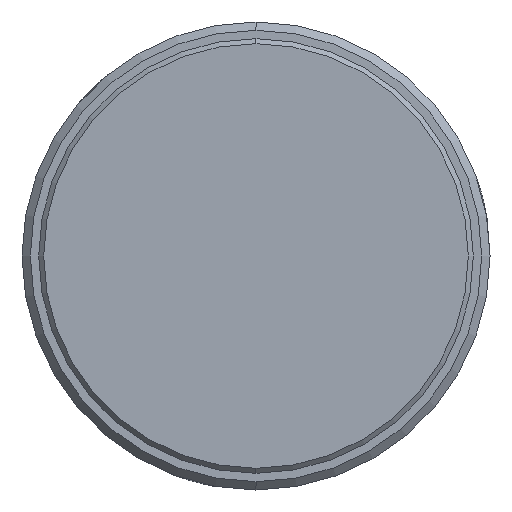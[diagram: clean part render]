
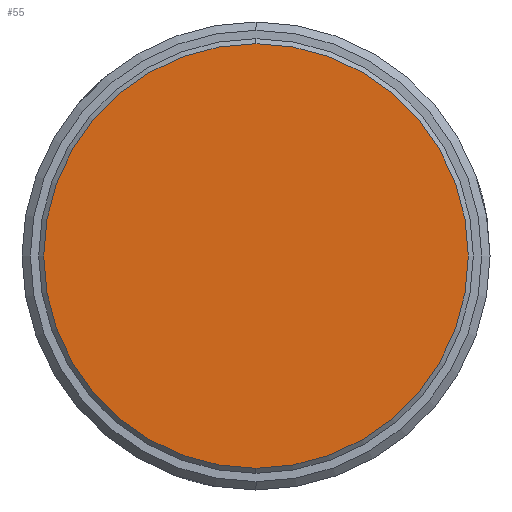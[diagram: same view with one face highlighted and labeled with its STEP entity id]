
A CAD part, left-side view. The second image highlights one B-rep face of the part: STEP entity #55.
In plain terms, the highlighted planar face has unit normal (-1, 0, 0).
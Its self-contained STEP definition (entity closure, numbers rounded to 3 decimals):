
#55 = ADVANCED_FACE ( 'NONE', ( #955 ), #540, .T. ) ;
#133 = CARTESIAN_POINT ( 'NONE',  ( -105.9, 0., 0. ) ) ;
#148 = DIRECTION ( 'NONE',  ( -1., 0., 0. ) ) ;
#153 = DIRECTION ( 'NONE',  ( 0., 0., 1. ) ) ;
#204 = AXIS2_PLACEMENT_3D ( 'NONE', #133, #148, #153 ) ;
#233 = AXIS2_PLACEMENT_3D ( 'NONE', #1042, #1025, #1051 ) ;
#239 = AXIS2_PLACEMENT_3D ( 'NONE', #543, #553, #554 ) ;
#270 = EDGE_CURVE ( 'NONE', #873, #836, #595, .T. ) ;
#354 = EDGE_CURVE ( 'NONE', #836, #873, #568, .T. ) ;
#540 = PLANE ( 'NONE',  #239 ) ;
#543 = CARTESIAN_POINT ( 'NONE',  ( -105.9, 0., 0. ) ) ;
#553 = DIRECTION ( 'NONE',  ( -1., 0., 0. ) ) ;
#554 = DIRECTION ( 'NONE',  ( 0., 0., 1. ) ) ;
#568 = CIRCLE ( 'NONE', #233, 12.7 ) ;
#595 = CIRCLE ( 'NONE', #204, 12.7 ) ;
#719 = ORIENTED_EDGE ( 'NONE', *, *, #270, .T. ) ;
#721 = ORIENTED_EDGE ( 'NONE', *, *, #354, .T. ) ;
#785 = EDGE_LOOP ( 'NONE', ( #721, #719 ) ) ;
#836 = VERTEX_POINT ( 'NONE', #1080 ) ;
#873 = VERTEX_POINT ( 'NONE', #1094 ) ;
#955 = FACE_OUTER_BOUND ( 'NONE', #785, .T. ) ;
#1025 = DIRECTION ( 'NONE',  ( -1., 0., 0. ) ) ;
#1042 = CARTESIAN_POINT ( 'NONE',  ( -105.9, 0., 0. ) ) ;
#1051 = DIRECTION ( 'NONE',  ( 0., 0., 1. ) ) ;
#1080 = CARTESIAN_POINT ( 'NONE',  ( -105.9, 0., -12.7 ) ) ;
#1094 = CARTESIAN_POINT ( 'NONE',  ( -105.9, 0., 12.7 ) ) ;
